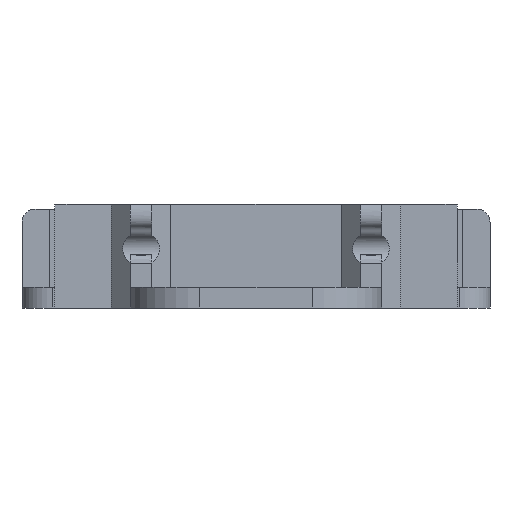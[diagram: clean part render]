
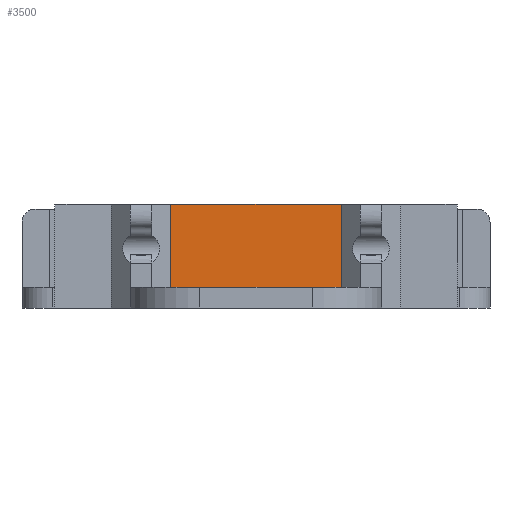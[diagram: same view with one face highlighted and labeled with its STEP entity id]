
A CAD part, front view. The second image highlights one B-rep face of the part: STEP entity #3500.
In plain terms, the highlighted planar face has unit normal (0, -1, 0).
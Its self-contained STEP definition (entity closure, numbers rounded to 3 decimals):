
#160=PLANE('',#3726);
#310=LINE('',#5359,#678);
#340=LINE('',#5496,#708);
#351=LINE('',#5551,#719);
#357=LINE('',#5710,#725);
#678=VECTOR('',#3995,10.);
#708=VECTOR('',#4055,10.);
#719=VECTOR('',#4074,10.);
#725=VECTOR('',#4084,10.);
#1073=FACE_OUTER_BOUND('',#1261,.T.);
#1261=EDGE_LOOP('',(#2665,#2666,#2667,#2668));
#1575=VERTEX_POINT('',#5356);
#1576=VERTEX_POINT('',#5358);
#1596=VERTEX_POINT('',#5495);
#1604=VERTEX_POINT('',#5549);
#1949=EDGE_CURVE('',#1575,#1576,#310,.T.);
#1985=EDGE_CURVE('',#1576,#1596,#340,.T.);
#1998=EDGE_CURVE('',#1604,#1575,#351,.T.);
#2006=EDGE_CURVE('',#1596,#1604,#357,.T.);
#2665=ORIENTED_EDGE('',*,*,#1985,.F.);
#2666=ORIENTED_EDGE('',*,*,#1949,.F.);
#2667=ORIENTED_EDGE('',*,*,#1998,.F.);
#2668=ORIENTED_EDGE('',*,*,#2006,.F.);
#3500=ADVANCED_FACE('',(#1073),#160,.T.);
#3726=AXIS2_PLACEMENT_3D('',#5725,#4097,#4098);
#3995=DIRECTION('',(-1.,0.,0.));
#4055=DIRECTION('',(0.,0.,1.));
#4074=DIRECTION('',(0.,0.,-1.));
#4084=DIRECTION('',(1.,0.,0.));
#4097=DIRECTION('center_axis',(0.,-1.,0.));
#4098=DIRECTION('ref_axis',(1.,0.,0.));
#5356=CARTESIAN_POINT('',(9.817,-23.2,2.4));
#5358=CARTESIAN_POINT('',(-9.817,-23.2,2.4));
#5359=CARTESIAN_POINT('',(-11.6,-23.2,2.4));
#5495=CARTESIAN_POINT('',(-9.817,-23.2,12.));
#5496=CARTESIAN_POINT('',(-9.817,-23.2,0.));
#5549=CARTESIAN_POINT('',(9.817,-23.2,12.));
#5551=CARTESIAN_POINT('',(9.817,-23.2,0.));
#5710=CARTESIAN_POINT('',(23.2,-23.2,12.));
#5725=CARTESIAN_POINT('Origin',(-23.2,-23.2,0.));
